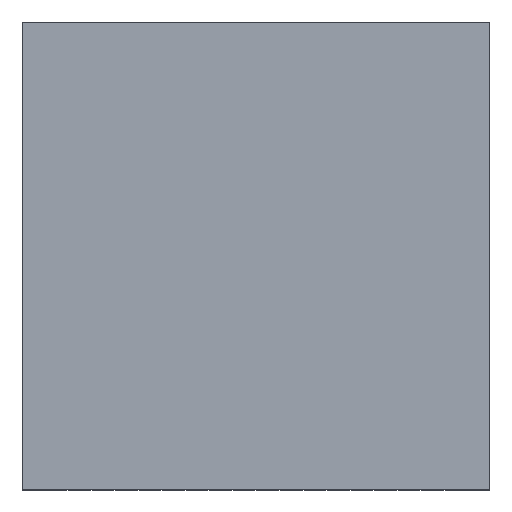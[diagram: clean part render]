
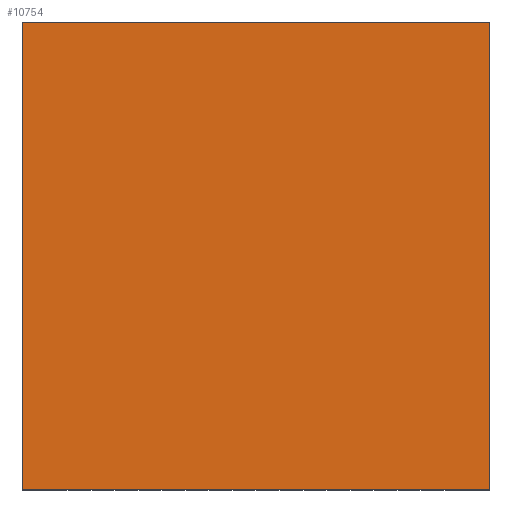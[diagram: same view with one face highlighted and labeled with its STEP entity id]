
A CAD part, top view. The second image highlights one B-rep face of the part: STEP entity #10754.
In plain terms, the highlighted face is planar.
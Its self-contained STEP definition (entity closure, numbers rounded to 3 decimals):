
#3703=DIRECTION('',(0.,0.,1.));
#3704=VECTOR('',#3703,7.);
#3705=CARTESIAN_POINT('',(-3.5,0.975,-3.5));
#3706=LINE('',#3705,#3704);
#3710=DIRECTION('',(-1.,0.,0.));
#3711=VECTOR('',#3710,7.);
#3712=CARTESIAN_POINT('',(3.5,0.975,-3.5));
#3713=LINE('',#3712,#3711);
#3717=DIRECTION('',(0.,0.,-1.));
#3718=VECTOR('',#3717,7.);
#3719=CARTESIAN_POINT('',(3.5,0.975,3.5));
#3720=LINE('',#3719,#3718);
#3724=DIRECTION('',(1.,0.,0.));
#3725=VECTOR('',#3724,7.);
#3726=CARTESIAN_POINT('',(-3.5,0.975,3.5));
#3727=LINE('',#3726,#3725);
#7258=CARTESIAN_POINT('',(-3.5,0.975,-3.5));
#7259=CARTESIAN_POINT('',(-3.5,0.975,3.5));
#7260=VERTEX_POINT('',#7258);
#7261=VERTEX_POINT('',#7259);
#7262=CARTESIAN_POINT('',(3.5,0.975,3.5));
#7263=VERTEX_POINT('',#7262);
#7264=CARTESIAN_POINT('',(3.5,0.975,-3.5));
#7265=VERTEX_POINT('',#7264);
#10743=CARTESIAN_POINT('',(0.,0.975,0.));
#10744=DIRECTION('',(0.,1.,0.));
#10745=DIRECTION('',(1.,0.,0.));
#10746=AXIS2_PLACEMENT_3D('',#10743,#10744,#10745);
#10747=PLANE('',#10746);
#10748=ORIENTED_EDGE('',*,*,#10304,.F.);
#10749=ORIENTED_EDGE('',*,*,#10417,.F.);
#10750=ORIENTED_EDGE('',*,*,#10528,.F.);
#10751=ORIENTED_EDGE('',*,*,#10639,.F.);
#10752=EDGE_LOOP('',(#10748,#10749,#10750,#10751));
#10753=FACE_OUTER_BOUND('',#10752,.F.);
#10304=EDGE_CURVE('',#7260,#7261,#3706,.T.);
#10417=EDGE_CURVE('',#7265,#7260,#3713,.T.);
#10528=EDGE_CURVE('',#7263,#7265,#3720,.T.);
#10639=EDGE_CURVE('',#7261,#7263,#3727,.T.);
#10754=ADVANCED_FACE('',(#10753),#10747,.T.);
